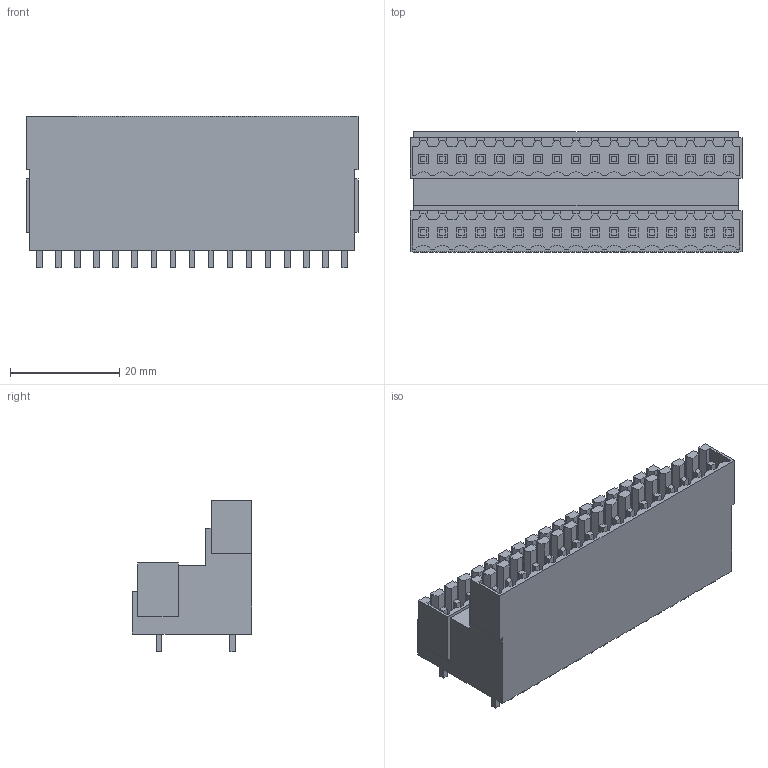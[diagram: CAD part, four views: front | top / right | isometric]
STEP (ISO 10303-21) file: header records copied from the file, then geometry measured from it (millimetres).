
FILE_DESCRIPTION(('CATIA V5 STEP Exchange','CAx-IF Rec.Pracs.--- Model Styling and Organization---1.4--- 2014-01-23'),'2;1');
FILE_NAME ('D1458756_1_1891260000_1891260000.stp','2022-08-10T11:48:23+00:00',('none'),('Weidmueller'),'CATIA Version 5-6 Release 2016 SP3 HF44','CATIA V5 STEP AP214','none');
FILE_SCHEMA(('AUTOMOTIVE_DESIGN { 1 0 10303 214 1 1 1 1 }'));
Length unit declared in the file: millimetre
Products named in the file (1): 1891260000
Bounding box: 60.9 x 22 x 27.77 mm (x, y, z)
Volume: 17861 mm3; surface area: 12104.9 mm2
Topology: 35 solids, 35 shells, 812 faces, 2326 edges, 1618 vertices
Faces by surface type: plane 778, cylinder 34
Entity records: 24658 total; most frequent: ORIENTED_EDGE 4652, CARTESIAN_POINT 4443, DIRECTION 3322, EDGE_CURVE 2326, VECTOR 2258, LINE 2258, VERTEX_POINT 1618, EDGE_LOOP 846
